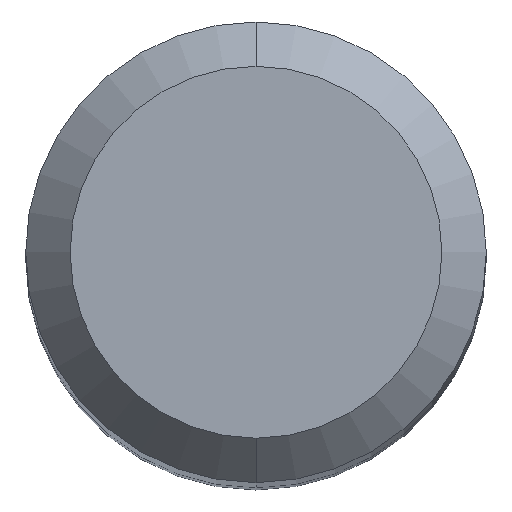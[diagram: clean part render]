
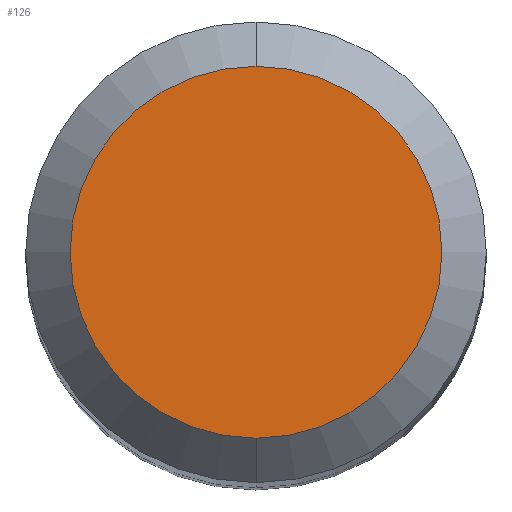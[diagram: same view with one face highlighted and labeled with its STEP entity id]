
A CAD part, top view. The second image highlights one B-rep face of the part: STEP entity #126.
In plain terms, the highlighted planar face has unit normal (0, 0, 1).
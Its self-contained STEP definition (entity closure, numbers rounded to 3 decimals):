
#26 = CARTESIAN_POINT ( 'NONE',  ( 0., -3.35, 79. ) ) ;
#35 = CIRCLE ( 'NONE', #230, 3.35 ) ;
#37 = VERTEX_POINT ( 'NONE', #125 ) ;
#39 = EDGE_CURVE ( 'NONE', #293, #37, #35, .T. ) ;
#41 = ORIENTED_EDGE ( 'NONE', *, *, #136, .F. ) ;
#45 = DIRECTION ( 'NONE',  ( 0., 0., -1. ) ) ;
#53 = DIRECTION ( 'NONE',  ( 0., 0., -1. ) ) ;
#56 = AXIS2_PLACEMENT_3D ( 'NONE', #209, #53, #118 ) ;
#72 = PLANE ( 'NONE',  #78 ) ;
#78 = AXIS2_PLACEMENT_3D ( 'NONE', #132, #45, #279 ) ;
#95 = DIRECTION ( 'NONE',  ( 0., 0., -1. ) ) ;
#118 = DIRECTION ( 'NONE',  ( 0., 1., 0. ) ) ;
#125 = CARTESIAN_POINT ( 'NONE',  ( 0., 3.35, 79. ) ) ;
#126 = ADVANCED_FACE ( 'NONE', ( #274 ), #72, .F. ) ;
#132 = CARTESIAN_POINT ( 'NONE',  ( 0., 0., 79. ) ) ;
#136 = EDGE_CURVE ( 'NONE', #37, #293, #331, .T. ) ;
#182 = ORIENTED_EDGE ( 'NONE', *, *, #39, .F. ) ;
#209 = CARTESIAN_POINT ( 'NONE',  ( 0., 0., 79. ) ) ;
#230 = AXIS2_PLACEMENT_3D ( 'NONE', #236, #95, #307 ) ;
#236 = CARTESIAN_POINT ( 'NONE',  ( 0., 0., 79. ) ) ;
#274 = FACE_OUTER_BOUND ( 'NONE', #287, .T. ) ;
#279 = DIRECTION ( 'NONE',  ( 0., 1., 0. ) ) ;
#287 = EDGE_LOOP ( 'NONE', ( #41, #182 ) ) ;
#293 = VERTEX_POINT ( 'NONE', #26 ) ;
#307 = DIRECTION ( 'NONE',  ( 0., 1., 0. ) ) ;
#331 = CIRCLE ( 'NONE', #56, 3.35 ) ;
